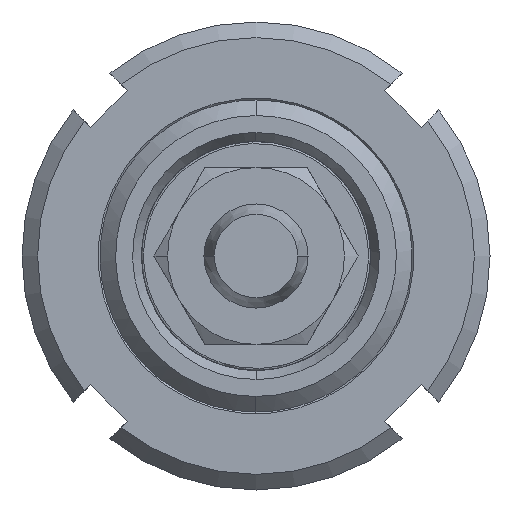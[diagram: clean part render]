
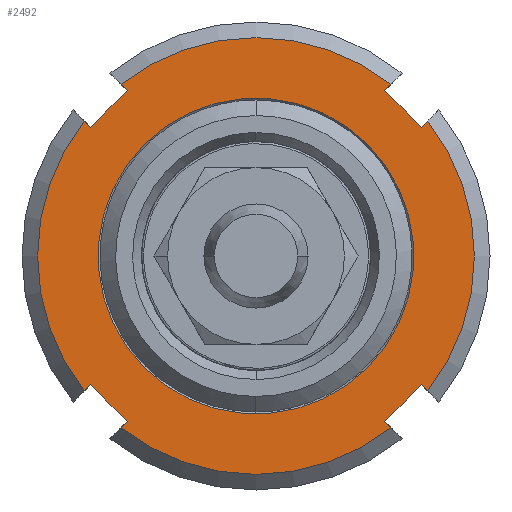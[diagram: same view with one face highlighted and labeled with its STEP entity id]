
A CAD part, front view. The second image highlights one B-rep face of the part: STEP entity #2492.
In plain terms, the highlighted planar face has unit normal (0, -1, 0).
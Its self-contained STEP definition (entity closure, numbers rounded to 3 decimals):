
#304 = DIRECTION ( 'NONE',  ( -0.707, 0., -0.707 ) ) ;
#323 = DIRECTION ( 'NONE',  ( -0.707, 0., 0.707 ) ) ;
#475 = VERTEX_POINT ( 'NONE', #8920 ) ;
#529 = CARTESIAN_POINT ( 'NONE',  ( 7.21, -87.625, -6.321 ) ) ;
#702 = DIRECTION ( 'NONE',  ( -0.707, 0., 0.707 ) ) ;
#780 = ORIENTED_EDGE ( 'NONE', *, *, #9643, .T. ) ;
#879 = DIRECTION ( 'NONE',  ( 0.707, 0., 0.707 ) ) ;
#960 = ORIENTED_EDGE ( 'NONE', *, *, #4842, .T. ) ;
#1024 = VERTEX_POINT ( 'NONE', #5679 ) ;
#1109 = ORIENTED_EDGE ( 'NONE', *, *, #5863, .T. ) ;
#1117 = CIRCLE ( 'NONE', #6710, 15.188 ) ;
#1171 = VERTEX_POINT ( 'NONE', #4146 ) ;
#1429 = CIRCLE ( 'NONE', #7021, 21. ) ;
#1460 = VERTEX_POINT ( 'NONE', #8027 ) ;
#1704 = DIRECTION ( 'NONE',  ( 0., -1., 0. ) ) ;
#1846 = EDGE_CURVE ( 'NONE', #13936, #10665, #3716, .T. ) ;
#1867 = VECTOR ( 'NONE', #8405, 1000. ) ;
#2284 = ORIENTED_EDGE ( 'NONE', *, *, #8170, .F. ) ;
#2356 = EDGE_LOOP ( 'NONE', ( #8047, #13879 ) ) ;
#2381 = VECTOR ( 'NONE', #3864, 1000. ) ;
#2470 = CARTESIAN_POINT ( 'NONE',  ( 1.907, -87.625, -11.624 ) ) ;
#2492 = ADVANCED_FACE ( 'NONE', ( #3337, #7784 ), #3197, .F. ) ;
#2590 = VERTEX_POINT ( 'NONE', #13213 ) ;
#2731 = CARTESIAN_POINT ( 'NONE',  ( 17.817, -87.625, 0.75 ) ) ;
#2832 = CARTESIAN_POINT ( 'NONE',  ( 31.075, -87.625, -14.276 ) ) ;
#3056 = ORIENTED_EDGE ( 'NONE', *, *, #4259, .F. ) ;
#3197 = PLANE ( 'NONE',  #6371 ) ;
#3223 = VECTOR ( 'NONE', #13815, 1000. ) ;
#3337 = FACE_OUTER_BOUND ( 'NONE', #8121, .T. ) ;
#3422 = VECTOR ( 'NONE', #6387, 1000. ) ;
#3479 = ORIENTED_EDGE ( 'NONE', *, *, #8902, .F. ) ;
#3496 = ORIENTED_EDGE ( 'NONE', *, *, #6173, .T. ) ;
#3570 = VERTEX_POINT ( 'NONE', #13162 ) ;
#3668 = CARTESIAN_POINT ( 'NONE',  ( 12.514, -87.625, -8.089 ) ) ;
#3716 = LINE ( 'NONE', #8374, #2381 ) ;
#3864 = DIRECTION ( 'NONE',  ( -0.707, 0., -0.707 ) ) ;
#3912 = CARTESIAN_POINT ( 'NONE',  ( 17.817, -87.625, 0.75 ) ) ;
#3940 = CARTESIAN_POINT ( 'NONE',  ( 33.727, -87.625, 13.124 ) ) ;
#3960 = CARTESIAN_POINT ( 'NONE',  ( 10.746, -87.625, 11.357 ) ) ;
#3986 = DIRECTION ( 'NONE',  ( 0.707, 0., 0.707 ) ) ;
#4146 = CARTESIAN_POINT ( 'NONE',  ( 34.328, -87.625, -12.226 ) ) ;
#4202 = LINE ( 'NONE', #10709, #3422 ) ;
#4259 = EDGE_CURVE ( 'NONE', #5074, #11192, #7534, .T. ) ;
#4842 = EDGE_CURVE ( 'NONE', #1024, #6057, #4850, .T. ) ;
#4850 = LINE ( 'NONE', #11681, #5935 ) ;
#4902 = VERTEX_POINT ( 'NONE', #8329 ) ;
#5017 = CARTESIAN_POINT ( 'NONE',  ( 33.727, -87.625, -11.624 ) ) ;
#5074 = VERTEX_POINT ( 'NONE', #5757 ) ;
#5406 = DIRECTION ( 'NONE',  ( 0., 1., 0. ) ) ;
#5679 = CARTESIAN_POINT ( 'NONE',  ( 30.191, -87.625, 16.66 ) ) ;
#5757 = CARTESIAN_POINT ( 'NONE',  ( 1.306, -87.625, -12.226 ) ) ;
#5863 = EDGE_CURVE ( 'NONE', #6252, #8141, #12851, .T. ) ;
#5935 = VECTOR ( 'NONE', #7029, 1000. ) ;
#5939 = CARTESIAN_POINT ( 'NONE',  ( 17.817, -87.625, 0.75 ) ) ;
#5987 = VECTOR ( 'NONE', #13946, 1000. ) ;
#5993 = EDGE_CURVE ( 'NONE', #10665, #1024, #7637, .T. ) ;
#6057 = VERTEX_POINT ( 'NONE', #12463 ) ;
#6173 = EDGE_CURVE ( 'NONE', #9813, #2590, #4202, .T. ) ;
#6244 = DIRECTION ( 'NONE',  ( 0.707, 0., 0.707 ) ) ;
#6252 = VERTEX_POINT ( 'NONE', #12153 ) ;
#6283 = CARTESIAN_POINT ( 'NONE',  ( 26.656, -87.625, -4.553 ) ) ;
#6335 = CIRCLE ( 'NONE', #14047, 15.188 ) ;
#6371 = AXIS2_PLACEMENT_3D ( 'NONE', #10305, #6844, #702 ) ;
#6387 = DIRECTION ( 'NONE',  ( 0.707, 0., -0.707 ) ) ;
#6600 = EDGE_CURVE ( 'NONE', #8141, #1171, #8466, .T. ) ;
#6710 = AXIS2_PLACEMENT_3D ( 'NONE', #2731, #1704, #3986 ) ;
#6746 = CARTESIAN_POINT ( 'NONE',  ( 24.888, -87.625, -9.857 ) ) ;
#6844 = DIRECTION ( 'NONE',  ( 0., 1., 0. ) ) ;
#6855 = ORIENTED_EDGE ( 'NONE', *, *, #14429, .T. ) ;
#6946 = LINE ( 'NONE', #529, #3223 ) ;
#7021 = AXIS2_PLACEMENT_3D ( 'NONE', #10745, #5406, #879 ) ;
#7029 = DIRECTION ( 'NONE',  ( 0.707, 0., 0.707 ) ) ;
#7243 = ORIENTED_EDGE ( 'NONE', *, *, #10014, .T. ) ;
#7264 = VERTEX_POINT ( 'NONE', #7766 ) ;
#7274 = DIRECTION ( 'NONE',  ( 0., 1., 0. ) ) ;
#7314 = CARTESIAN_POINT ( 'NONE',  ( 8.978, -87.625, 6.053 ) ) ;
#7425 = DIRECTION ( 'NONE',  ( 0., 1., 0. ) ) ;
#7432 = DIRECTION ( 'NONE',  ( -0.707, 0., 0.707 ) ) ;
#7481 = EDGE_CURVE ( 'NONE', #3570, #475, #1117, .T. ) ;
#7534 = CIRCLE ( 'NONE', #10654, 21. ) ;
#7608 = VERTEX_POINT ( 'NONE', #9063 ) ;
#7637 = LINE ( 'NONE', #9781, #9021 ) ;
#7746 = ORIENTED_EDGE ( 'NONE', *, *, #11052, .T. ) ;
#7766 = CARTESIAN_POINT ( 'NONE',  ( 4.841, -87.625, 17.261 ) ) ;
#7784 = FACE_BOUND ( 'NONE', #2356, .T. ) ;
#7915 = VECTOR ( 'NONE', #304, 1000. ) ;
#7976 = VERTEX_POINT ( 'NONE', #13866 ) ;
#8027 = CARTESIAN_POINT ( 'NONE',  ( 1.907, -87.625, 13.124 ) ) ;
#8047 = ORIENTED_EDGE ( 'NONE', *, *, #7481, .F. ) ;
#8121 = EDGE_LOOP ( 'NONE', ( #9386, #13756, #7746, #1109, #14031, #2284, #12472, #10297, #960, #3479, #6855, #7243, #12084, #3056, #780, #3496 ) ) ;
#8137 = AXIS2_PLACEMENT_3D ( 'NONE', #3912, #7274, #6244 ) ;
#8141 = VERTEX_POINT ( 'NONE', #5017 ) ;
#8170 = EDGE_CURVE ( 'NONE', #13936, #1171, #8612, .T. ) ;
#8329 = CARTESIAN_POINT ( 'NONE',  ( 30.793, -87.625, -15.761 ) ) ;
#8374 = CARTESIAN_POINT ( 'NONE',  ( 28.424, -87.625, 7.821 ) ) ;
#8405 = DIRECTION ( 'NONE',  ( 0.707, 0., -0.707 ) ) ;
#8466 = LINE ( 'NONE', #6283, #11559 ) ;
#8506 = DIRECTION ( 'NONE',  ( 0.707, 0., 0.707 ) ) ;
#8589 = VECTOR ( 'NONE', #13892, 1000. ) ;
#8612 = CIRCLE ( 'NONE', #8137, 21. ) ;
#8902 = EDGE_CURVE ( 'NONE', #7264, #6057, #1429, .T. ) ;
#8920 = CARTESIAN_POINT ( 'NONE',  ( 7.077, -87.625, -9.99 ) ) ;
#9021 = VECTOR ( 'NONE', #7432, 1000. ) ;
#9063 = CARTESIAN_POINT ( 'NONE',  ( 4.841, -87.625, -15.761 ) ) ;
#9216 = LINE ( 'NONE', #3668, #7915 ) ;
#9250 = DIRECTION ( 'NONE',  ( -0.707, 0., -0.707 ) ) ;
#9262 = EDGE_CURVE ( 'NONE', #475, #3570, #6335, .T. ) ;
#9380 = CARTESIAN_POINT ( 'NONE',  ( 17.817, -87.625, 0.75 ) ) ;
#9381 = DIRECTION ( 'NONE',  ( 0.707, 0., 0.707 ) ) ;
#9386 = ORIENTED_EDGE ( 'NONE', *, *, #14296, .T. ) ;
#9643 = EDGE_CURVE ( 'NONE', #5074, #9813, #6946, .T. ) ;
#9704 = EDGE_CURVE ( 'NONE', #1460, #11192, #12939, .T. ) ;
#9781 = CARTESIAN_POINT ( 'NONE',  ( 32.843, -87.625, 14.008 ) ) ;
#9813 = VERTEX_POINT ( 'NONE', #2470 ) ;
#10014 = EDGE_CURVE ( 'NONE', #7976, #1460, #10295, .T. ) ;
#10116 = LINE ( 'NONE', #6746, #13203 ) ;
#10202 = CIRCLE ( 'NONE', #12527, 21. ) ;
#10295 = LINE ( 'NONE', #12621, #11312 ) ;
#10297 = ORIENTED_EDGE ( 'NONE', *, *, #5993, .T. ) ;
#10305 = CARTESIAN_POINT ( 'NONE',  ( 17.817, -87.625, 0.75 ) ) ;
#10475 = DIRECTION ( 'NONE',  ( 0., 1., 0. ) ) ;
#10654 = AXIS2_PLACEMENT_3D ( 'NONE', #9380, #10475, #11470 ) ;
#10665 = VERTEX_POINT ( 'NONE', #3940 ) ;
#10709 = CARTESIAN_POINT ( 'NONE',  ( 2.791, -87.625, -12.508 ) ) ;
#10745 = CARTESIAN_POINT ( 'NONE',  ( 17.817, -87.625, 0.75 ) ) ;
#10748 = DIRECTION ( 'NONE',  ( 0.707, 0., -0.707 ) ) ;
#11052 = EDGE_CURVE ( 'NONE', #4902, #6252, #10116, .T. ) ;
#11192 = VERTEX_POINT ( 'NONE', #11926 ) ;
#11312 = VECTOR ( 'NONE', #9250, 1000. ) ;
#11448 = CARTESIAN_POINT ( 'NONE',  ( 17.817, -87.625, 0.75 ) ) ;
#11470 = DIRECTION ( 'NONE',  ( 0.707, 0., 0.707 ) ) ;
#11559 = VECTOR ( 'NONE', #10748, 1000. ) ;
#11663 = EDGE_CURVE ( 'NONE', #4902, #7608, #10202, .T. ) ;
#11681 = CARTESIAN_POINT ( 'NONE',  ( 23.12, -87.625, 9.589 ) ) ;
#11926 = CARTESIAN_POINT ( 'NONE',  ( 1.306, -87.625, 13.726 ) ) ;
#12084 = ORIENTED_EDGE ( 'NONE', *, *, #9704, .T. ) ;
#12153 = CARTESIAN_POINT ( 'NONE',  ( 30.191, -87.625, -15.16 ) ) ;
#12463 = CARTESIAN_POINT ( 'NONE',  ( 30.793, -87.625, 17.261 ) ) ;
#12472 = ORIENTED_EDGE ( 'NONE', *, *, #1846, .T. ) ;
#12527 = AXIS2_PLACEMENT_3D ( 'NONE', #11448, #7425, #8506 ) ;
#12621 = CARTESIAN_POINT ( 'NONE',  ( 4.559, -87.625, 15.776 ) ) ;
#12851 = LINE ( 'NONE', #2832, #5987 ) ;
#12939 = LINE ( 'NONE', #7314, #8589 ) ;
#12975 = CARTESIAN_POINT ( 'NONE',  ( 34.328, -87.625, 13.726 ) ) ;
#13162 = CARTESIAN_POINT ( 'NONE',  ( 28.556, -87.625, 11.49 ) ) ;
#13203 = VECTOR ( 'NONE', #323, 1000. ) ;
#13213 = CARTESIAN_POINT ( 'NONE',  ( 5.443, -87.625, -15.16 ) ) ;
#13756 = ORIENTED_EDGE ( 'NONE', *, *, #11663, .F. ) ;
#13815 = DIRECTION ( 'NONE',  ( 0.707, 0., 0.707 ) ) ;
#13866 = CARTESIAN_POINT ( 'NONE',  ( 5.443, -87.625, 16.66 ) ) ;
#13879 = ORIENTED_EDGE ( 'NONE', *, *, #9262, .F. ) ;
#13892 = DIRECTION ( 'NONE',  ( -0.707, 0., 0.707 ) ) ;
#13907 = DIRECTION ( 'NONE',  ( 0., -1., 0. ) ) ;
#13936 = VERTEX_POINT ( 'NONE', #12975 ) ;
#13946 = DIRECTION ( 'NONE',  ( 0.707, 0., 0.707 ) ) ;
#13969 = LINE ( 'NONE', #3960, #1867 ) ;
#14031 = ORIENTED_EDGE ( 'NONE', *, *, #6600, .T. ) ;
#14047 = AXIS2_PLACEMENT_3D ( 'NONE', #5939, #13907, #9381 ) ;
#14296 = EDGE_CURVE ( 'NONE', #2590, #7608, #9216, .T. ) ;
#14429 = EDGE_CURVE ( 'NONE', #7264, #7976, #13969, .T. ) ;
